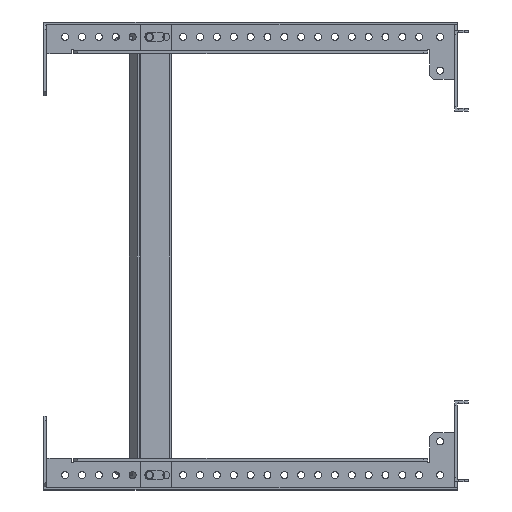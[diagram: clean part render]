
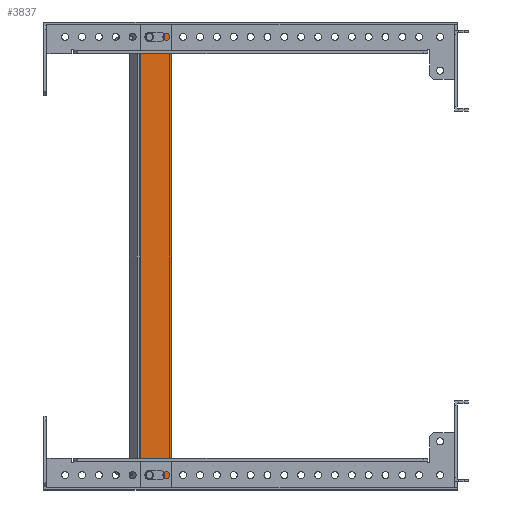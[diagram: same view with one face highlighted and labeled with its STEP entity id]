
A CAD part, front view. The second image highlights one B-rep face of the part: STEP entity #3837.
In plain terms, the highlighted planar face has unit normal (0, -1, 0).
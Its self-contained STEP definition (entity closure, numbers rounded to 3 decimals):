
#144 = CARTESIAN_POINT ( 'NONE',  ( 1105.802, -254., 247.5 ) ) ;
#198 = CARTESIAN_POINT ( 'NONE',  ( 1112.302, -254., 237.5 ) ) ;
#225 = FACE_BOUND ( 'NONE', #32530, .T. ) ;
#353 = CARTESIAN_POINT ( 'NONE',  ( 1108.802, -254., 237.5 ) ) ;
#443 = ORIENTED_EDGE ( 'NONE', *, *, #8848, .T. ) ;
#456 = CIRCLE ( 'NONE', #11277, 3.5 ) ;
#649 = VECTOR ( 'NONE', #23094, 1000. ) ;
#718 = DIRECTION ( 'NONE',  ( 0., -1., 0. ) ) ;
#1522 = VERTEX_POINT ( 'NONE', #11429 ) ;
#1688 = CARTESIAN_POINT ( 'NONE',  ( 1112.302, -254., -91. ) ) ;
#1776 = LINE ( 'NONE', #33326, #12284 ) ;
#1990 = CIRCLE ( 'NONE', #21450, 3.5 ) ;
#2426 = DIRECTION ( 'NONE',  ( 0., 1., 0. ) ) ;
#2429 = CARTESIAN_POINT ( 'NONE',  ( 1108.802, -254., -87.5 ) ) ;
#2770 = AXIS2_PLACEMENT_3D ( 'NONE', #198, #28545, #16297 ) ;
#2912 = CIRCLE ( 'NONE', #31654, 3.5 ) ;
#3016 = CARTESIAN_POINT ( 'NONE',  ( 1112.302, -254., -84. ) ) ;
#3193 = DIRECTION ( 'NONE',  ( 0., -1., 0. ) ) ;
#3256 = DIRECTION ( 'NONE',  ( 0., 0., 1. ) ) ;
#3383 = EDGE_CURVE ( 'NONE', #13520, #27077, #2912, .T. ) ;
#3804 = AXIS2_PLACEMENT_3D ( 'NONE', #21073, #18519, #28928 ) ;
#3837 = ADVANCED_FACE ( 'NONE', ( #30619, #225, #4780 ), #28243, .F. ) ;
#3858 = CARTESIAN_POINT ( 'NONE',  ( 1112.302, -254., 241. ) ) ;
#4423 = CARTESIAN_POINT ( 'NONE',  ( 1120.302, -254., 234. ) ) ;
#4441 = EDGE_CURVE ( 'NONE', #28059, #15219, #31661, .T. ) ;
#4761 = EDGE_CURVE ( 'NONE', #10282, #25500, #9814, .T. ) ;
#4780 = FACE_BOUND ( 'NONE', #33182, .T. ) ;
#5046 = ORIENTED_EDGE ( 'NONE', *, *, #26556, .F. ) ;
#5269 = EDGE_CURVE ( 'NONE', #32879, #13520, #22484, .T. ) ;
#5775 = DIRECTION ( 'NONE',  ( -1., 0., 0. ) ) ;
#6201 = CARTESIAN_POINT ( 'NONE',  ( 1128.304, -254., 247.5 ) ) ;
#6269 = ORIENTED_EDGE ( 'NONE', *, *, #3383, .T. ) ;
#6350 = ORIENTED_EDGE ( 'NONE', *, *, #29612, .F. ) ;
#6715 = LINE ( 'NONE', #1688, #17096 ) ;
#6857 = DIRECTION ( 'NONE',  ( 0., 1., 0. ) ) ;
#8347 = ORIENTED_EDGE ( 'NONE', *, *, #11831, .T. ) ;
#8848 = EDGE_CURVE ( 'NONE', #15878, #17433, #30982, .T. ) ;
#8871 = EDGE_CURVE ( 'NONE', #27847, #25500, #23955, .T. ) ;
#9390 = DIRECTION ( 'NONE',  ( -1., 0., 0. ) ) ;
#9680 = LINE ( 'NONE', #20050, #649 ) ;
#9724 = DIRECTION ( 'NONE',  ( -1., 0., 0. ) ) ;
#9814 = LINE ( 'NONE', #11922, #18102 ) ;
#9890 = CARTESIAN_POINT ( 'NONE',  ( 1120.302, -254., 241. ) ) ;
#10218 = CARTESIAN_POINT ( 'NONE',  ( 1112.302, -254., 241. ) ) ;
#10225 = EDGE_CURVE ( 'NONE', #24438, #10282, #17438, .T. ) ;
#10282 = VERTEX_POINT ( 'NONE', #144 ) ;
#10855 = CARTESIAN_POINT ( 'NONE',  ( 1128.304, -254., -100.859 ) ) ;
#11277 = AXIS2_PLACEMENT_3D ( 'NONE', #28841, #3193, #16061 ) ;
#11429 = CARTESIAN_POINT ( 'NONE',  ( 1112.302, -254., -91. ) ) ;
#11831 = EDGE_CURVE ( 'NONE', #17433, #32879, #21103, .T. ) ;
#11922 = CARTESIAN_POINT ( 'NONE',  ( 1105.802, -254., 247.5 ) ) ;
#12284 = VECTOR ( 'NONE', #14678, 1000. ) ;
#12764 = CARTESIAN_POINT ( 'NONE',  ( 1150.77, -254., 75. ) ) ;
#13080 = CARTESIAN_POINT ( 'NONE',  ( 1105.802, -254., -97.5 ) ) ;
#13520 = VERTEX_POINT ( 'NONE', #9890 ) ;
#13686 = ORIENTED_EDGE ( 'NONE', *, *, #8871, .T. ) ;
#14610 = DIRECTION ( 'NONE',  ( 0., 0., 1. ) ) ;
#14627 = ORIENTED_EDGE ( 'NONE', *, *, #28434, .F. ) ;
#14678 = DIRECTION ( 'NONE',  ( -1., 0., 0. ) ) ;
#15168 = ORIENTED_EDGE ( 'NONE', *, *, #24027, .T. ) ;
#15219 = VERTEX_POINT ( 'NONE', #3016 ) ;
#15878 = VERTEX_POINT ( 'NONE', #24124 ) ;
#16061 = DIRECTION ( 'NONE',  ( -1., 0., 0. ) ) ;
#16297 = DIRECTION ( 'NONE',  ( -1., 0., 0. ) ) ;
#16779 = CARTESIAN_POINT ( 'NONE',  ( 1120.302, -254., -84. ) ) ;
#16832 = DIRECTION ( 'NONE',  ( 1., 0., 0. ) ) ;
#17096 = VECTOR ( 'NONE', #30535, 1000. ) ;
#17433 = VERTEX_POINT ( 'NONE', #353 ) ;
#17438 = LINE ( 'NONE', #27841, #20443 ) ;
#17532 = CARTESIAN_POINT ( 'NONE',  ( 1112.302, -254., -87.5 ) ) ;
#17679 = DIRECTION ( 'NONE',  ( -1., 0., 0. ) ) ;
#17793 = CARTESIAN_POINT ( 'NONE',  ( 1128.304, -254., -97.5 ) ) ;
#18102 = VECTOR ( 'NONE', #16832, 1000. ) ;
#18506 = CARTESIAN_POINT ( 'NONE',  ( 1120.302, -254., -87.5 ) ) ;
#18519 = DIRECTION ( 'NONE',  ( 0., 1., 0. ) ) ;
#19465 = DIRECTION ( 'NONE',  ( 1., 0., 0. ) ) ;
#19610 = DIRECTION ( 'NONE',  ( 0., -1., 0. ) ) ;
#20050 = CARTESIAN_POINT ( 'NONE',  ( 1112.302, -254., 234. ) ) ;
#20247 = ORIENTED_EDGE ( 'NONE', *, *, #10225, .F. ) ;
#20443 = VECTOR ( 'NONE', #14610, 1000. ) ;
#20756 = ORIENTED_EDGE ( 'NONE', *, *, #4441, .F. ) ;
#21073 = CARTESIAN_POINT ( 'NONE',  ( 1112.302, -254., 237.5 ) ) ;
#21103 = CIRCLE ( 'NONE', #3804, 3.5 ) ;
#21450 = AXIS2_PLACEMENT_3D ( 'NONE', #18506, #718, #5775 ) ;
#22484 = LINE ( 'NONE', #3858, #23024 ) ;
#22627 = AXIS2_PLACEMENT_3D ( 'NONE', #12764, #2426, #30960 ) ;
#23016 = ORIENTED_EDGE ( 'NONE', *, *, #30390, .F. ) ;
#23024 = VECTOR ( 'NONE', #19465, 1000. ) ;
#23094 = DIRECTION ( 'NONE',  ( -1., 0., 0. ) ) ;
#23492 = VERTEX_POINT ( 'NONE', #26156 ) ;
#23748 = ORIENTED_EDGE ( 'NONE', *, *, #5269, .T. ) ;
#23955 = LINE ( 'NONE', #10855, #28824 ) ;
#24027 = EDGE_CURVE ( 'NONE', #27077, #15878, #9680, .T. ) ;
#24124 = CARTESIAN_POINT ( 'NONE',  ( 1112.302, -254., 234. ) ) ;
#24438 = VERTEX_POINT ( 'NONE', #13080 ) ;
#25175 = VECTOR ( 'NONE', #17679, 1000. ) ;
#25500 = VERTEX_POINT ( 'NONE', #6201 ) ;
#26156 = CARTESIAN_POINT ( 'NONE',  ( 1120.302, -254., -91. ) ) ;
#26556 = EDGE_CURVE ( 'NONE', #28976, #1522, #456, .T. ) ;
#27077 = VERTEX_POINT ( 'NONE', #4423 ) ;
#27102 = CARTESIAN_POINT ( 'NONE',  ( 1112.302, -254., -84. ) ) ;
#27841 = CARTESIAN_POINT ( 'NONE',  ( 1105.802, -254., -97.5 ) ) ;
#27847 = VERTEX_POINT ( 'NONE', #17793 ) ;
#28059 = VERTEX_POINT ( 'NONE', #16779 ) ;
#28243 = PLANE ( 'NONE',  #22627 ) ;
#28434 = EDGE_CURVE ( 'NONE', #15219, #28976, #29845, .T. ) ;
#28455 = ORIENTED_EDGE ( 'NONE', *, *, #31628, .F. ) ;
#28545 = DIRECTION ( 'NONE',  ( 0., 1., 0. ) ) ;
#28824 = VECTOR ( 'NONE', #3256, 1000. ) ;
#28841 = CARTESIAN_POINT ( 'NONE',  ( 1112.302, -254., -87.5 ) ) ;
#28928 = DIRECTION ( 'NONE',  ( -1., 0., 0. ) ) ;
#28976 = VERTEX_POINT ( 'NONE', #2429 ) ;
#29612 = EDGE_CURVE ( 'NONE', #1522, #23492, #6715, .T. ) ;
#29845 = CIRCLE ( 'NONE', #31451, 3.5 ) ;
#29995 = CARTESIAN_POINT ( 'NONE',  ( 1120.302, -254., 237.5 ) ) ;
#30390 = EDGE_CURVE ( 'NONE', #23492, #28059, #1990, .T. ) ;
#30535 = DIRECTION ( 'NONE',  ( 1., 0., 0. ) ) ;
#30619 = FACE_OUTER_BOUND ( 'NONE', #31055, .T. ) ;
#30960 = DIRECTION ( 'NONE',  ( 1., 0., 0. ) ) ;
#30982 = CIRCLE ( 'NONE', #2770, 3.5 ) ;
#31055 = EDGE_LOOP ( 'NONE', ( #31408, #20247, #28455, #13686 ) ) ;
#31408 = ORIENTED_EDGE ( 'NONE', *, *, #4761, .F. ) ;
#31451 = AXIS2_PLACEMENT_3D ( 'NONE', #17532, #19610, #9390 ) ;
#31628 = EDGE_CURVE ( 'NONE', #27847, #24438, #1776, .T. ) ;
#31654 = AXIS2_PLACEMENT_3D ( 'NONE', #29995, #6857, #9724 ) ;
#31661 = LINE ( 'NONE', #27102, #25175 ) ;
#32530 = EDGE_LOOP ( 'NONE', ( #6350, #5046, #14627, #20756, #23016 ) ) ;
#32879 = VERTEX_POINT ( 'NONE', #10218 ) ;
#33182 = EDGE_LOOP ( 'NONE', ( #443, #8347, #23748, #6269, #15168 ) ) ;
#33326 = CARTESIAN_POINT ( 'NONE',  ( 1150.146, -254., -97.5 ) ) ;
